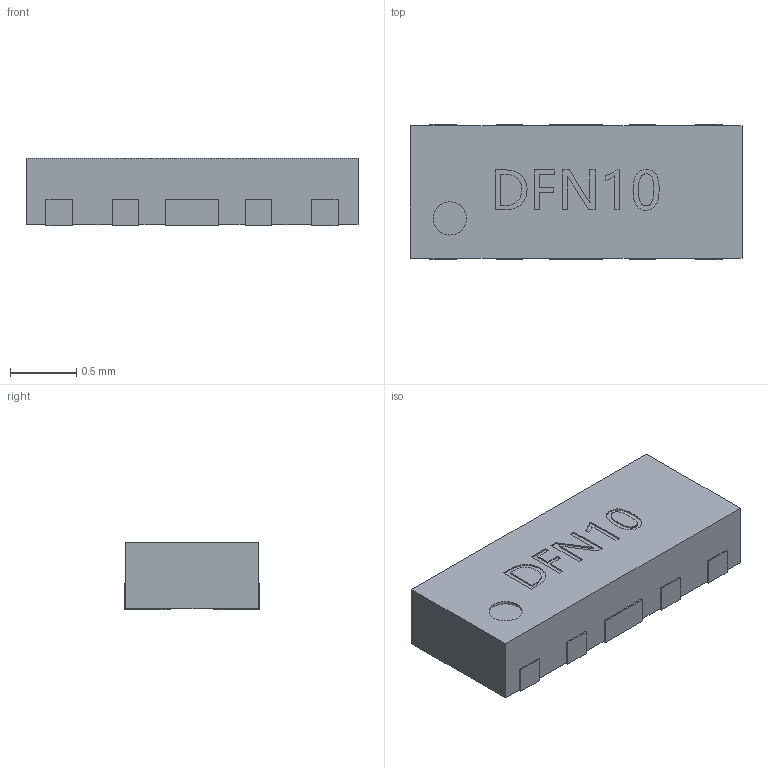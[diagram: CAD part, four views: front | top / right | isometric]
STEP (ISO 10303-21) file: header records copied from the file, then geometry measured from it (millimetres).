
FILE_DESCRIPTION (( 'STEP AP214' ), '1' );
FILE_NAME ('DFN2510-10_L2.5-W1.0-P0.50.STEP', '2022-10-28T02:24:17', ( '' ), ( '' ), 'SwSTEP 2.0', 'SolidWorks 2019', '' );
FILE_SCHEMA (( 'AUTOMOTIVE_DESIGN' ));
Length unit declared in the file: millimetre
Products named in the file (1): DFN2510-10_L2.5-W1.0-P0.50
Bounding box: 2.5 x 1.02 x 0.51 mm (x, y, z)
Volume: 1.3 mm3; surface area: 8.8 mm2
Topology: 1 solids, 1 shells, 131 faces, 363 edges, 242 vertices
Faces by surface type: plane 99, bspline 18, cylinder 14
Entity records: 5868 total; most frequent: CARTESIAN_POINT 1835, ORIENTED_EDGE 726, DIRECTION 583, EDGE_CURVE 363, VECTOR 299, LINE 299, VERTEX_POINT 242, AXIS2_PLACEMENT_3D 142
